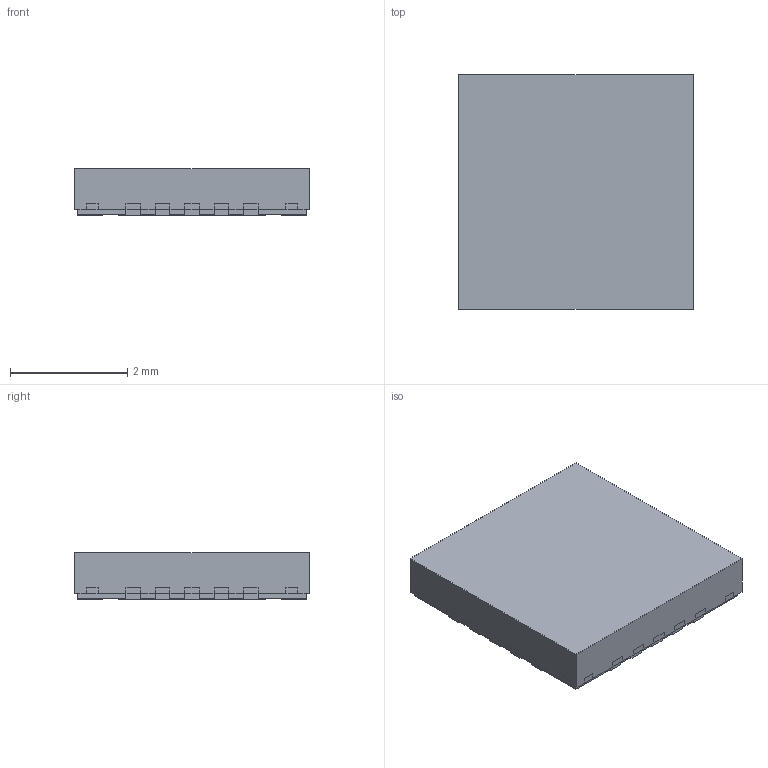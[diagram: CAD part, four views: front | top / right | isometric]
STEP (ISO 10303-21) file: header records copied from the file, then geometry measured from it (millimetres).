
FILE_DESCRIPTION((''),'2;1');
FILE_NAME('RTJ0020J_ASM','2016-11-10T',('a0412025'),(''),'CREO PARAMETRIC BY PTC INC, 2016050','CREO PARAMETRIC BY PTC INC, 2016050','');
FILE_SCHEMA(('AUTOMOTIVE_DESIGN { 1 0 10303 214 1 1 1 1 }'));
Length unit declared in the file: millimetre
Products named in the file (4): BODY-QFN_AF0; FRAME-RTJ0020J_AF0; PIN1-ID; RTJ0020J_ASM
Assembly tree (3 placements, depth 2):
  RTJ0020J_ASM
    BODY-QFN_AF0
    FRAME-RTJ0020J_AF0
    PIN1-ID
Bounding box: 4 x 4 x 0.8 mm (x, y, z)
Volume: 12.5 mm3; surface area: 81.7 mm2
Topology: 26 solids, 26 shells, 421 faces, 1118 edges, 740 vertices
Faces by surface type: plane 381, cylinder 40
Entity records: 17011 total; most frequent: CARTESIAN_POINT 2293, ORIENTED_EDGE 2236, DIRECTION 2054, PRESENTATION_STYLE_ASSIGNMENT 1169, STYLED_ITEM 1144, CURVE_STYLE 1118, EDGE_CURVE 1118, VECTOR 1038
